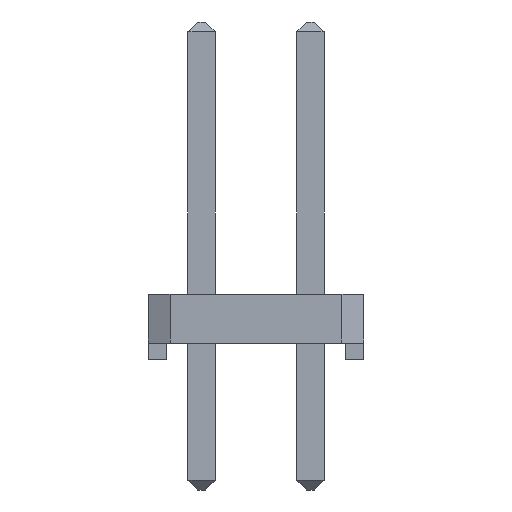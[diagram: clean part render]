
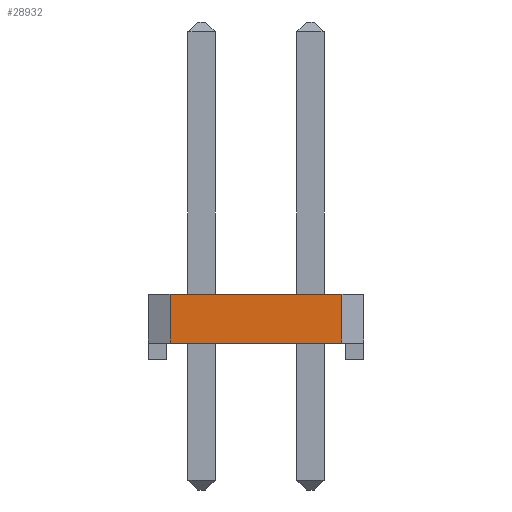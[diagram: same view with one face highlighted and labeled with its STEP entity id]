
A CAD part, left-side view. The second image highlights one B-rep face of the part: STEP entity #28932.
In plain terms, the highlighted planar face has unit normal (-1, 0, 0).
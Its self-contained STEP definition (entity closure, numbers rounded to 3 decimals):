
#28629=CARTESIAN_POINT('',(-25.4,-2.007,0.381));
#28630=VERTEX_POINT('',#28629);
#28637=CARTESIAN_POINT('',(-25.4,2.007,0.381));
#28638=VERTEX_POINT('',#28637);
#28639=CARTESIAN_POINT('',(-25.4,2.007,0.381));
#28640=DIRECTION('',(0.0,-1.0,0.0));
#28641=VECTOR('',#28640,4.013);
#28642=LINE('',#28639,#28641);
#28643=EDGE_CURVE('',#28638,#28630,#28642,.T.);
#28766=CARTESIAN_POINT('',(-25.4,-2.007,1.524));
#28767=VERTEX_POINT('',#28766);
#28774=CARTESIAN_POINT('',(-25.4,-2.007,1.524));
#28775=DIRECTION('',(0.0,0.0,-1.0));
#28776=VECTOR('',#28775,1.143);
#28777=LINE('',#28774,#28776);
#28778=EDGE_CURVE('',#28767,#28630,#28777,.T.);
#28898=CARTESIAN_POINT('',(-25.4,2.007,1.524));
#28899=VERTEX_POINT('',#28898);
#28900=CARTESIAN_POINT('',(-25.4,2.007,1.524));
#28901=DIRECTION('',(0.0,0.0,-1.0));
#28902=VECTOR('',#28901,1.143);
#28903=LINE('',#28900,#28902);
#28904=EDGE_CURVE('',#28899,#28638,#28903,.T.);
#28916=CARTESIAN_POINT('',(-25.4,2.007,1.524));
#28917=DIRECTION('',(-1.0,0.0,0.0));
#28918=DIRECTION('',(0.0,0.0,1.0));
#28919=AXIS2_PLACEMENT_3D('',#28916,#28917,#28918);
#28920=PLANE('',#28919);
#28921=ORIENTED_EDGE('',*,*,#28643,.T.);
#28922=ORIENTED_EDGE('',*,*,#28778,.F.);
#28923=CARTESIAN_POINT('',(-25.4,2.007,1.524));
#28924=DIRECTION('',(0.0,-1.0,0.0));
#28925=VECTOR('',#28924,4.013);
#28926=LINE('',#28923,#28925);
#28927=EDGE_CURVE('',#28899,#28767,#28926,.T.);
#28928=ORIENTED_EDGE('',*,*,#28927,.F.);
#28929=ORIENTED_EDGE('',*,*,#28904,.T.);
#28930=EDGE_LOOP('',(#28921,#28922,#28928,#28929));
#28931=FACE_OUTER_BOUND('',#28930,.T.);
#28932=ADVANCED_FACE('',(#28931),#28920,.T.);
